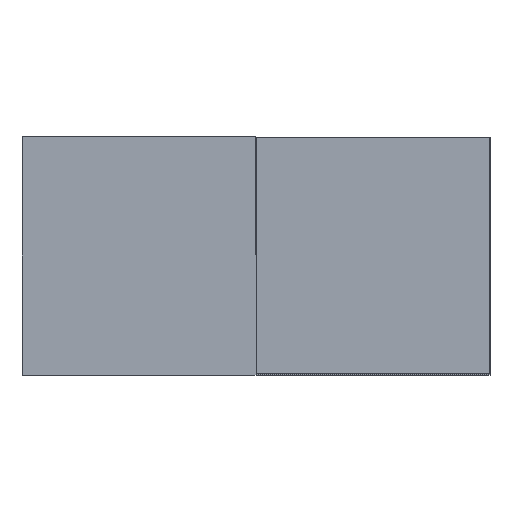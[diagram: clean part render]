
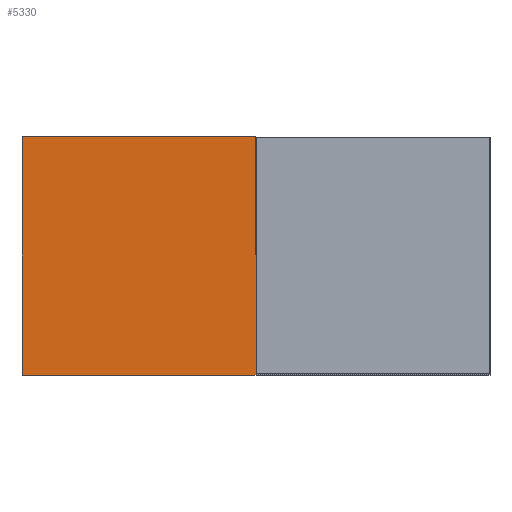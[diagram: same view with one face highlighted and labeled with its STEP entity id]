
A CAD part, left-side view. The second image highlights one B-rep face of the part: STEP entity #5330.
In plain terms, the highlighted planar face has unit normal (-1, 0, 0).
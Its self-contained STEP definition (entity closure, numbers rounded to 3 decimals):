
#5330 = ADVANCED_FACE('',(#5331),#5345,.F.);
#5331 = FACE_BOUND('',#5332,.F.);
#5332 = EDGE_LOOP('',(#5333,#5368,#5396,#5424));
#5333 = ORIENTED_EDGE('',*,*,#5334,.T.);
#5334 = EDGE_CURVE('',#5335,#5337,#5339,.T.);
#5335 = VERTEX_POINT('',#5336);
#5336 = CARTESIAN_POINT('',(-92.885,0.,0.));
#5337 = VERTEX_POINT('',#5338);
#5338 = CARTESIAN_POINT('',(-92.885,0.,-100.));
#5339 = SURFACE_CURVE('',#5340,(#5344,#5356),.PCURVE_S1.);
#5340 = LINE('',#5341,#5342);
#5341 = CARTESIAN_POINT('',(-92.885,0.,0.));
#5342 = VECTOR('',#5343,1.);
#5343 = DIRECTION('',(-0.,-0.,-1.));
#5344 = PCURVE('',#5345,#5350);
#5345 = PLANE('',#5346);
#5346 = AXIS2_PLACEMENT_3D('',#5347,#5348,#5349);
#5347 = CARTESIAN_POINT('',(-92.885,0.,0.));
#5348 = DIRECTION('',(1.,0.,0.));
#5349 = DIRECTION('',(-0.,1.,0.));
#5350 = DEFINITIONAL_REPRESENTATION('',(#5351),#5355);
#5351 = LINE('',#5352,#5353);
#5352 = CARTESIAN_POINT('',(0.,0.));
#5353 = VECTOR('',#5354,1.);
#5354 = DIRECTION('',(0.,-1.));
#5355 = ( GEOMETRIC_REPRESENTATION_CONTEXT(2) 
PARAMETRIC_REPRESENTATION_CONTEXT() REPRESENTATION_CONTEXT('2D SPACE',''
  ) );
#5356 = PCURVE('',#5357,#5362);
#5357 = PLANE('',#5358);
#5358 = AXIS2_PLACEMENT_3D('',#5359,#5360,#5361);
#5359 = CARTESIAN_POINT('',(129.474,0.,0.));
#5360 = DIRECTION('',(0.,1.,-0.));
#5361 = DIRECTION('',(-1.,0.,0.));
#5362 = DEFINITIONAL_REPRESENTATION('',(#5363),#5367);
#5363 = LINE('',#5364,#5365);
#5364 = CARTESIAN_POINT('',(222.359,0.));
#5365 = VECTOR('',#5366,1.);
#5366 = DIRECTION('',(0.,-1.));
#5367 = ( GEOMETRIC_REPRESENTATION_CONTEXT(2) 
PARAMETRIC_REPRESENTATION_CONTEXT() REPRESENTATION_CONTEXT('2D SPACE',''
  ) );
#5368 = ORIENTED_EDGE('',*,*,#5369,.T.);
#5369 = EDGE_CURVE('',#5337,#5370,#5372,.T.);
#5370 = VERTEX_POINT('',#5371);
#5371 = CARTESIAN_POINT('',(-92.885,102.113,-100.));
#5372 = SURFACE_CURVE('',#5373,(#5377,#5384),.PCURVE_S1.);
#5373 = LINE('',#5374,#5375);
#5374 = CARTESIAN_POINT('',(-92.885,0.,-100.));
#5375 = VECTOR('',#5376,1.);
#5376 = DIRECTION('',(0.,1.,0.));
#5377 = PCURVE('',#5345,#5378);
#5378 = DEFINITIONAL_REPRESENTATION('',(#5379),#5383);
#5379 = LINE('',#5380,#5381);
#5380 = CARTESIAN_POINT('',(0.,-100.));
#5381 = VECTOR('',#5382,1.);
#5382 = DIRECTION('',(1.,0.));
#5383 = ( GEOMETRIC_REPRESENTATION_CONTEXT(2) 
PARAMETRIC_REPRESENTATION_CONTEXT() REPRESENTATION_CONTEXT('2D SPACE',''
  ) );
#5384 = PCURVE('',#5385,#5390);
#5385 = PLANE('',#5386);
#5386 = AXIS2_PLACEMENT_3D('',#5387,#5388,#5389);
#5387 = CARTESIAN_POINT('',(2.298,35.157,-100.));
#5388 = DIRECTION('',(0.,0.,-1.));
#5389 = DIRECTION('',(0.,1.,0.));
#5390 = DEFINITIONAL_REPRESENTATION('',(#5391),#5395);
#5391 = LINE('',#5392,#5393);
#5392 = CARTESIAN_POINT('',(-35.157,-95.183));
#5393 = VECTOR('',#5394,1.);
#5394 = DIRECTION('',(1.,0.));
#5395 = ( GEOMETRIC_REPRESENTATION_CONTEXT(2) 
PARAMETRIC_REPRESENTATION_CONTEXT() REPRESENTATION_CONTEXT('2D SPACE',''
  ) );
#5396 = ORIENTED_EDGE('',*,*,#5397,.F.);
#5397 = EDGE_CURVE('',#5398,#5370,#5400,.T.);
#5398 = VERTEX_POINT('',#5399);
#5399 = CARTESIAN_POINT('',(-92.885,102.113,0.));
#5400 = SURFACE_CURVE('',#5401,(#5405,#5412),.PCURVE_S1.);
#5401 = LINE('',#5402,#5403);
#5402 = CARTESIAN_POINT('',(-92.885,102.113,0.));
#5403 = VECTOR('',#5404,1.);
#5404 = DIRECTION('',(-0.,-0.,-1.));
#5405 = PCURVE('',#5345,#5406);
#5406 = DEFINITIONAL_REPRESENTATION('',(#5407),#5411);
#5407 = LINE('',#5408,#5409);
#5408 = CARTESIAN_POINT('',(102.113,0.));
#5409 = VECTOR('',#5410,1.);
#5410 = DIRECTION('',(0.,-1.));
#5411 = ( GEOMETRIC_REPRESENTATION_CONTEXT(2) 
PARAMETRIC_REPRESENTATION_CONTEXT() REPRESENTATION_CONTEXT('2D SPACE',''
  ) );
#5412 = PCURVE('',#5413,#5418);
#5413 = PLANE('',#5414);
#5414 = AXIS2_PLACEMENT_3D('',#5415,#5416,#5417);
#5415 = CARTESIAN_POINT('',(-92.885,102.113,0.));
#5416 = DIRECTION('',(0.,-1.,0.));
#5417 = DIRECTION('',(1.,0.,0.));
#5418 = DEFINITIONAL_REPRESENTATION('',(#5419),#5423);
#5419 = LINE('',#5420,#5421);
#5420 = CARTESIAN_POINT('',(0.,0.));
#5421 = VECTOR('',#5422,1.);
#5422 = DIRECTION('',(0.,-1.));
#5423 = ( GEOMETRIC_REPRESENTATION_CONTEXT(2) 
PARAMETRIC_REPRESENTATION_CONTEXT() REPRESENTATION_CONTEXT('2D SPACE',''
  ) );
#5424 = ORIENTED_EDGE('',*,*,#5425,.F.);
#5425 = EDGE_CURVE('',#5335,#5398,#5426,.T.);
#5426 = SURFACE_CURVE('',#5427,(#5431,#5438),.PCURVE_S1.);
#5427 = LINE('',#5428,#5429);
#5428 = CARTESIAN_POINT('',(-92.885,0.,0.));
#5429 = VECTOR('',#5430,1.);
#5430 = DIRECTION('',(0.,1.,0.));
#5431 = PCURVE('',#5345,#5432);
#5432 = DEFINITIONAL_REPRESENTATION('',(#5433),#5437);
#5433 = LINE('',#5434,#5435);
#5434 = CARTESIAN_POINT('',(0.,0.));
#5435 = VECTOR('',#5436,1.);
#5436 = DIRECTION('',(1.,0.));
#5437 = ( GEOMETRIC_REPRESENTATION_CONTEXT(2) 
PARAMETRIC_REPRESENTATION_CONTEXT() REPRESENTATION_CONTEXT('2D SPACE',''
  ) );
#5438 = PCURVE('',#5439,#5444);
#5439 = PLANE('',#5440);
#5440 = AXIS2_PLACEMENT_3D('',#5441,#5442,#5443);
#5441 = CARTESIAN_POINT('',(2.298,35.157,0.));
#5442 = DIRECTION('',(0.,0.,-1.));
#5443 = DIRECTION('',(0.,1.,0.));
#5444 = DEFINITIONAL_REPRESENTATION('',(#5445),#5449);
#5445 = LINE('',#5446,#5447);
#5446 = CARTESIAN_POINT('',(-35.157,-95.183));
#5447 = VECTOR('',#5448,1.);
#5448 = DIRECTION('',(1.,0.));
#5449 = ( GEOMETRIC_REPRESENTATION_CONTEXT(2) 
PARAMETRIC_REPRESENTATION_CONTEXT() REPRESENTATION_CONTEXT('2D SPACE',''
  ) );
